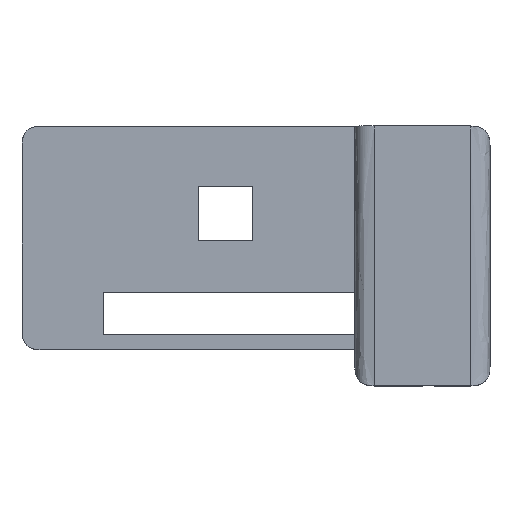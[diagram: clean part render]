
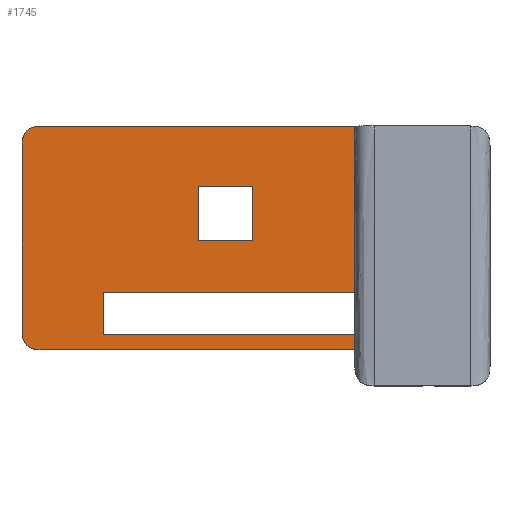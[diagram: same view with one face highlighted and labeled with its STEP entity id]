
A CAD part, top view. The second image highlights one B-rep face of the part: STEP entity #1745.
In plain terms, the highlighted planar face has unit normal (0, 0, 1).
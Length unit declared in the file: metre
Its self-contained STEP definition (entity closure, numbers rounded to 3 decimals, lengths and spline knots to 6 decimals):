
#32=B_SPLINE_CURVE_WITH_KNOTS('',3,(#2771,#2772,#2773,#2774,#2775,#2776,
#2777,#2778,#2779,#2780,#2781,#2782,#2783,#2784),.UNSPECIFIED.,.F.,.F.,
(4,1,1,1,1,1,1,1,1,1,1,4),(0.,0.0625,0.125,0.15625,0.1875,0.25,0.375,0.5,
0.625,0.75,0.875,1.),.UNSPECIFIED.);
#33=B_SPLINE_CURVE_WITH_KNOTS('',3,(#2788,#2789,#2790,#2791,#2792,#2793,
#2794,#2795,#2796,#2797,#2798,#2799,#2800,#2801),.UNSPECIFIED.,.F.,.F.,
(4,1,1,1,1,1,1,1,1,1,1,4),(0.,0.0625,0.125,0.15625,0.1875,0.25,0.375,0.5,
0.625,0.75,0.875,1.),.UNSPECIFIED.);
#308=ORIENTED_EDGE('',*,*,#583,.T.);
#309=ORIENTED_EDGE('',*,*,#579,.F.);
#310=ORIENTED_EDGE('',*,*,#706,.F.);
#311=ORIENTED_EDGE('',*,*,#586,.T.);
#312=ORIENTED_EDGE('',*,*,#754,.F.);
#313=ORIENTED_EDGE('',*,*,#718,.T.);
#314=ORIENTED_EDGE('',*,*,#755,.F.);
#315=ORIENTED_EDGE('',*,*,#756,.T.);
#316=ORIENTED_EDGE('',*,*,#757,.T.);
#317=ORIENTED_EDGE('',*,*,#758,.F.);
#318=ORIENTED_EDGE('',*,*,#759,.T.);
#319=ORIENTED_EDGE('',*,*,#760,.F.);
#320=ORIENTED_EDGE('',*,*,#761,.F.);
#321=ORIENTED_EDGE('',*,*,#611,.F.);
#579=EDGE_CURVE('',#832,#833,#998,.T.);
#583=EDGE_CURVE('',#835,#833,#1002,.T.);
#586=EDGE_CURVE('',#838,#835,#1005,.T.);
#611=EDGE_CURVE('',#860,#861,#1025,.T.);
#706=EDGE_CURVE('',#838,#832,#1115,.T.);
#718=EDGE_CURVE('',#948,#947,#1127,.T.);
#754=EDGE_CURVE('',#948,#860,#1160,.T.);
#755=EDGE_CURVE('',#963,#947,#1161,.T.);
#756=EDGE_CURVE('',#963,#964,#1162,.F.);
#757=EDGE_CURVE('',#964,#965,#32,.T.);
#758=EDGE_CURVE('',#966,#965,#1163,.F.);
#759=EDGE_CURVE('',#966,#967,#33,.T.);
#760=EDGE_CURVE('',#968,#967,#1164,.F.);
#761=EDGE_CURVE('',#861,#968,#1165,.T.);
#832=VERTEX_POINT('',#2345);
#833=VERTEX_POINT('',#2347);
#835=VERTEX_POINT('',#2352);
#838=VERTEX_POINT('',#2361);
#860=VERTEX_POINT('',#2448);
#861=VERTEX_POINT('',#2450);
#947=VERTEX_POINT('',#2688);
#948=VERTEX_POINT('',#2690);
#963=VERTEX_POINT('',#2768);
#964=VERTEX_POINT('',#2770);
#965=VERTEX_POINT('',#2785);
#966=VERTEX_POINT('',#2787);
#967=VERTEX_POINT('',#2802);
#968=VERTEX_POINT('',#2804);
#998=LINE('',#2346,#1214);
#1002=LINE('',#2354,#1218);
#1005=LINE('',#2360,#1221);
#1025=LINE('',#2449,#1241);
#1115=LINE('',#2666,#1331);
#1127=LINE('',#2689,#1343);
#1160=LINE('',#2766,#1376);
#1161=LINE('',#2767,#1377);
#1162=LINE('',#2769,#1378);
#1163=LINE('',#2786,#1379);
#1164=LINE('',#2803,#1380);
#1165=LINE('',#2805,#1381);
#1214=VECTOR('',#1927,1.);
#1218=VECTOR('',#1933,1.);
#1221=VECTOR('',#1938,1.);
#1241=VECTOR('',#1966,1.);
#1331=VECTOR('',#2092,1.);
#1343=VECTOR('',#2106,1.);
#1376=VECTOR('',#2173,1.);
#1377=VECTOR('',#2174,1.);
#1378=VECTOR('',#2175,1.);
#1379=VECTOR('',#2176,1.);
#1380=VECTOR('',#2177,1.);
#1381=VECTOR('',#2178,1.);
#1460=EDGE_LOOP('',(#308,#309,#310,#311));
#1461=EDGE_LOOP('',(#312,#313,#314,#315,#316,#317,#318,#319,#320,#321));
#1563=FACE_BOUND('',#1460,.T.);
#1564=FACE_BOUND('',#1461,.T.);
#1662=PLANE('',#1856);
#1745=ADVANCED_FACE('',(#1563,#1564),#1662,.F.);
#1856=AXIS2_PLACEMENT_3D('',#2765,#2171,#2172);
#1927=DIRECTION('',(-1.,0.,0.));
#1933=DIRECTION('',(0.,1.,0.));
#1938=DIRECTION('',(-1.,0.,0.));
#1966=DIRECTION('',(1.,0.,0.));
#2092=DIRECTION('',(0.,1.,0.));
#2106=DIRECTION('',(1.,0.,0.));
#2171=DIRECTION('',(0.,0.,-1.));
#2172=DIRECTION('',(1.,0.,0.));
#2173=DIRECTION('',(0.,-1.,0.));
#2174=DIRECTION('',(0.,-1.,0.));
#2175=DIRECTION('',(1.,0.,0.));
#2176=DIRECTION('',(0.,-1.,0.));
#2177=DIRECTION('',(1.,0.,0.));
#2178=DIRECTION('',(0.,-1.,0.));
#2345=CARTESIAN_POINT('',(0.031455,0.024135,0.01));
#2346=CARTESIAN_POINT('',(0.026955,0.024135,0.01));
#2347=CARTESIAN_POINT('',(0.022455,0.024135,0.01));
#2352=CARTESIAN_POINT('',(0.022455,0.015135,0.01));
#2354=CARTESIAN_POINT('',(0.022455,0.021885,0.01));
#2360=CARTESIAN_POINT('',(0.026955,0.015135,0.01));
#2361=CARTESIAN_POINT('',(0.031455,0.015135,0.01));
#2448=CARTESIAN_POINT('',(0.006687,-0.0005,0.01));
#2449=CARTESIAN_POINT('',(0.03208,-0.0005,0.01));
#2450=CARTESIAN_POINT('',(0.048548,-0.0005,0.01));
#2666=CARTESIAN_POINT('',(0.031455,0.019635,0.01));
#2688=CARTESIAN_POINT('',(0.048548,0.0065,0.01));
#2689=CARTESIAN_POINT('',(0.03208,0.0065,0.01));
#2690=CARTESIAN_POINT('',(0.006687,0.0065,0.01));
#2765=CARTESIAN_POINT('',(0.03208,0.011135,0.01));
#2766=CARTESIAN_POINT('',(0.006687,0.011135,0.01));
#2767=CARTESIAN_POINT('',(0.048548,0.012635,0.01));
#2768=CARTESIAN_POINT('',(0.048548,0.03427,0.01));
#2769=CARTESIAN_POINT('',(0.011,0.03427,0.01));
#2770=CARTESIAN_POINT('',(-0.003639,0.03427,0.01));
#2771=CARTESIAN_POINT('',(-0.003639,0.03427,0.01));
#2772=CARTESIAN_POINT('',(-0.003777,0.03427,0.01));
#2773=CARTESIAN_POINT('',(-0.004031,0.034265,0.01));
#2774=CARTESIAN_POINT('',(-0.004273,0.034249,0.01));
#2775=CARTESIAN_POINT('',(-0.004457,0.034226,0.01));
#2776=CARTESIAN_POINT('',(-0.004688,0.034186,0.01));
#2777=CARTESIAN_POINT('',(-0.005049,0.034095,0.01));
#2778=CARTESIAN_POINT('',(-0.005589,0.033868,0.01));
#2779=CARTESIAN_POINT('',(-0.006102,0.033472,0.01));
#2780=CARTESIAN_POINT('',(-0.00649,0.032958,0.01));
#2781=CARTESIAN_POINT('',(-0.006754,0.032348,0.01));
#2782=CARTESIAN_POINT('',(-0.006883,0.031657,0.01));
#2783=CARTESIAN_POINT('',(-0.006889,0.031302,0.01));
#2784=CARTESIAN_POINT('',(-0.006889,0.03102,0.01));
#2785=CARTESIAN_POINT('',(-0.006889,0.03102,0.01));
#2786=CARTESIAN_POINT('',(-0.006889,0.00345,0.01));
#2787=CARTESIAN_POINT('',(-0.006889,0.00025,0.01));
#2788=CARTESIAN_POINT('',(-0.006889,0.00025,0.01));
#2789=CARTESIAN_POINT('',(-0.006889,0.000112,0.01));
#2790=CARTESIAN_POINT('',(-0.006884,-0.000142,0.01));
#2791=CARTESIAN_POINT('',(-0.006868,-0.000384,0.01));
#2792=CARTESIAN_POINT('',(-0.006845,-0.000568,0.01));
#2793=CARTESIAN_POINT('',(-0.006805,-0.000799,0.01));
#2794=CARTESIAN_POINT('',(-0.006714,-0.00116,0.01));
#2795=CARTESIAN_POINT('',(-0.006487,-0.0017,0.01));
#2796=CARTESIAN_POINT('',(-0.006091,-0.002213,0.01));
#2797=CARTESIAN_POINT('',(-0.005577,-0.002601,0.01));
#2798=CARTESIAN_POINT('',(-0.004967,-0.002865,0.01));
#2799=CARTESIAN_POINT('',(-0.004276,-0.002994,0.01));
#2800=CARTESIAN_POINT('',(-0.003921,-0.003,0.01));
#2801=CARTESIAN_POINT('',(-0.003639,-0.003,0.01));
#2802=CARTESIAN_POINT('',(-0.003639,-0.003,0.01));
#2803=CARTESIAN_POINT('',(0.0325,-0.003,0.01));
#2804=CARTESIAN_POINT('',(0.048548,-0.003,0.01));
#2805=CARTESIAN_POINT('',(0.048548,0.012635,0.01));
